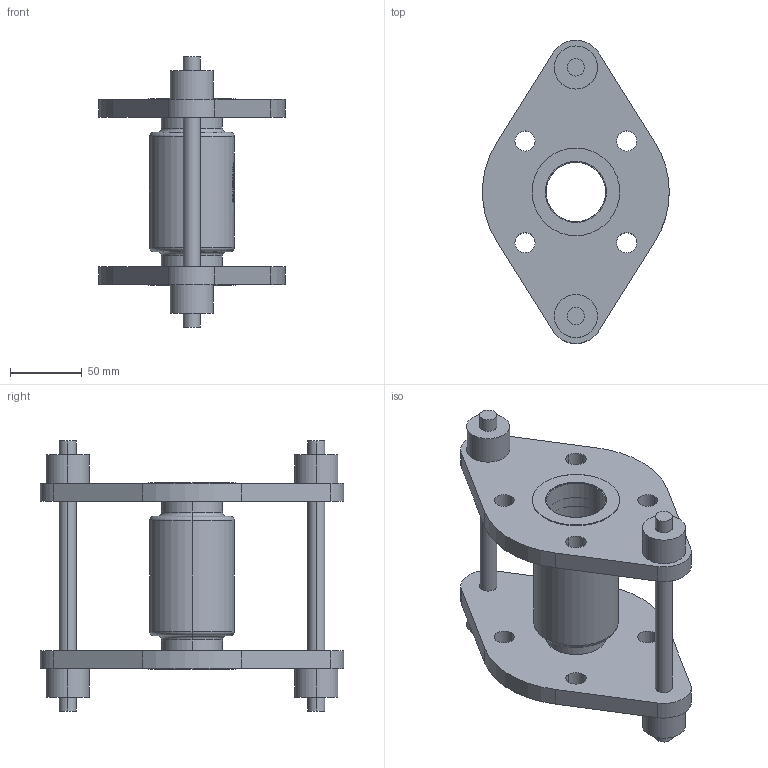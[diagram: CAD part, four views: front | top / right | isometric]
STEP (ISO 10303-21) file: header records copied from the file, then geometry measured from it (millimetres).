
FILE_DESCRIPTION (( 'STEP AP203' ), '1' );
FILE_NAME ('EPSILON-C_DN040_PN06_120_6000017325.STEP', '2021-10-07T08:59:32', ( 'axxx' ), ( '' ), 'SwSTEP 2.0', 'SolidWorks 2019', '' );
FILE_SCHEMA (( 'CONFIG_CONTROL_DESIGN' ));
Length unit declared in the file: millimetre
Products named in the file (1): EPSILON-C_DN040_PN06_120_6000017325
Bounding box: 129.79 x 211 x 188 mm (x, y, z)
Volume: 598677.9 mm3; surface area: 134689.4 mm2
Topology: 1 solids, 1 shells, 591 faces, 1576 edges, 1048 vertices
Faces by surface type: plane 248, bspline 238, cylinder 97, torus 8
Entity records: 31511 total; most frequent: CARTESIAN_POINT 18260, ORIENTED_EDGE 3152, DIRECTION 1960, EDGE_CURVE 1576, VERTEX_POINT 1048, VECTOR 796, LINE 796, EDGE_LOOP 674
